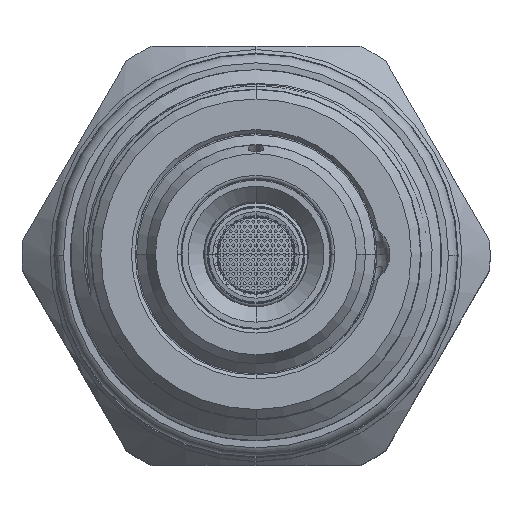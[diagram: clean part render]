
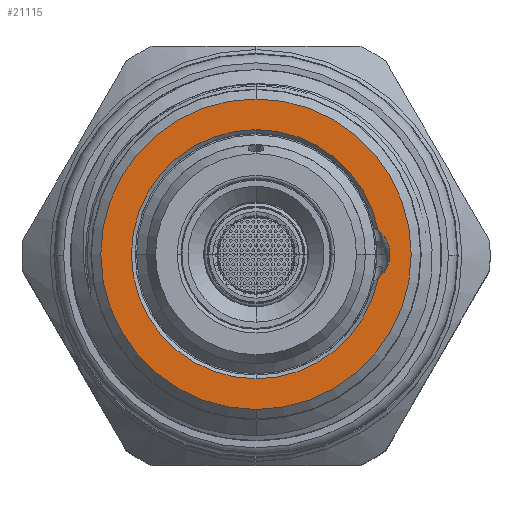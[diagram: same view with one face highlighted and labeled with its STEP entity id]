
A CAD part, top view. The second image highlights one B-rep face of the part: STEP entity #21115.
In plain terms, the highlighted planar face has unit normal (0, 0, 1).
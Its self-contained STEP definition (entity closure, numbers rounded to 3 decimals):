
#1182 = PLANE ( 'NONE',  #36234 ) ;
#1527 = CIRCLE ( 'NONE', #23007, 8.225 ) ;
#1783 = CIRCLE ( 'NONE', #8673, 6.6 ) ;
#2294 = CARTESIAN_POINT ( 'NONE',  ( 0., 0., 45.25 ) ) ;
#4267 = CARTESIAN_POINT ( 'NONE',  ( 0., -6.6, 45.25 ) ) ;
#5765 = CARTESIAN_POINT ( 'NONE',  ( 0., 0., 45.25 ) ) ;
#7003 = DIRECTION ( 'NONE',  ( 0., 0., -1. ) ) ;
#7421 = EDGE_LOOP ( 'NONE', ( #36060, #39511 ) ) ;
#8003 = DIRECTION ( 'NONE',  ( 0., -1., 0. ) ) ;
#8066 = VERTEX_POINT ( 'NONE', #4267 ) ;
#8673 = AXIS2_PLACEMENT_3D ( 'NONE', #36277, #12997, #55302 ) ;
#8907 = CIRCLE ( 'NONE', #16985, 6.6 ) ;
#9415 = DIRECTION ( 'NONE',  ( 0., -1., 0. ) ) ;
#9417 = DIRECTION ( 'NONE',  ( 0., 0., -1. ) ) ;
#10408 = DIRECTION ( 'NONE',  ( 0., -1., 0. ) ) ;
#10613 = EDGE_CURVE ( 'NONE', #8066, #45428, #1783, .T. ) ;
#10930 = EDGE_CURVE ( 'NONE', #45428, #41476, #24519, .T. ) ;
#12028 = CARTESIAN_POINT ( 'NONE',  ( 6.477, -1.267, 45.25 ) ) ;
#12997 = DIRECTION ( 'NONE',  ( 0., 0., -1. ) ) ;
#16985 = AXIS2_PLACEMENT_3D ( 'NONE', #2294, #7003, #44066 ) ;
#18988 = ORIENTED_EDGE ( 'NONE', *, *, #50669, .T. ) ;
#21115 = ADVANCED_FACE ( 'NONE', ( #49661, #52599 ), #1182, .F. ) ;
#23007 = AXIS2_PLACEMENT_3D ( 'NONE', #5765, #42611, #52600 ) ;
#23513 = CARTESIAN_POINT ( 'NONE',  ( 5.5, 0., 45.25 ) ) ;
#24519 = CIRCLE ( 'NONE', #31770, 6.6 ) ;
#24700 = CARTESIAN_POINT ( 'NONE',  ( 0., 0., 45.25 ) ) ;
#26069 = VERTEX_POINT ( 'NONE', #60478 ) ;
#31499 = VERTEX_POINT ( 'NONE', #48484 ) ;
#31770 = AXIS2_PLACEMENT_3D ( 'NONE', #50327, #54226, #8003 ) ;
#32040 = CARTESIAN_POINT ( 'NONE',  ( 0., 6.6, 45.25 ) ) ;
#32114 = CARTESIAN_POINT ( 'NONE',  ( 0., 0., 45.25 ) ) ;
#34604 = ORIENTED_EDGE ( 'NONE', *, *, #10613, .T. ) ;
#34740 = CIRCLE ( 'NONE', #44798, 1.6 ) ;
#36060 = ORIENTED_EDGE ( 'NONE', *, *, #60619, .T. ) ;
#36234 = AXIS2_PLACEMENT_3D ( 'NONE', #24700, #38403, #10408 ) ;
#36277 = CARTESIAN_POINT ( 'NONE',  ( 0., 0., 45.25 ) ) ;
#38403 = DIRECTION ( 'NONE',  ( 0., 0., -1. ) ) ;
#38798 = ORIENTED_EDGE ( 'NONE', *, *, #10930, .T. ) ;
#39511 = ORIENTED_EDGE ( 'NONE', *, *, #53180, .T. ) ;
#40455 = EDGE_CURVE ( 'NONE', #59745, #8066, #8907, .T. ) ;
#41476 = VERTEX_POINT ( 'NONE', #55627 ) ;
#41728 = DIRECTION ( 'NONE',  ( 0., 0., 1. ) ) ;
#42611 = DIRECTION ( 'NONE',  ( 0., 0., 1. ) ) ;
#44066 = DIRECTION ( 'NONE',  ( 0., -1., 0. ) ) ;
#44798 = AXIS2_PLACEMENT_3D ( 'NONE', #23513, #9417, #46039 ) ;
#45428 = VERTEX_POINT ( 'NONE', #32040 ) ;
#46039 = DIRECTION ( 'NONE',  ( -1., 0., 0. ) ) ;
#47692 = ORIENTED_EDGE ( 'NONE', *, *, #40455, .T. ) ;
#47922 = EDGE_LOOP ( 'NONE', ( #47692, #34604, #38798, #18988 ) ) ;
#48484 = CARTESIAN_POINT ( 'NONE',  ( 0., 8.225, 45.25 ) ) ;
#49661 = FACE_BOUND ( 'NONE', #47922, .T. ) ;
#50327 = CARTESIAN_POINT ( 'NONE',  ( 0., 0., 45.25 ) ) ;
#50669 = EDGE_CURVE ( 'NONE', #41476, #59745, #34740, .T. ) ;
#52599 = FACE_OUTER_BOUND ( 'NONE', #7421, .T. ) ;
#52600 = DIRECTION ( 'NONE',  ( 0., -1., 0. ) ) ;
#53180 = EDGE_CURVE ( 'NONE', #31499, #26069, #55096, .T. ) ;
#54226 = DIRECTION ( 'NONE',  ( 0., 0., -1. ) ) ;
#55096 = CIRCLE ( 'NONE', #59272, 8.225 ) ;
#55302 = DIRECTION ( 'NONE',  ( 0., -1., 0. ) ) ;
#55627 = CARTESIAN_POINT ( 'NONE',  ( 6.477, 1.267, 45.25 ) ) ;
#59272 = AXIS2_PLACEMENT_3D ( 'NONE', #32114, #41728, #9415 ) ;
#59745 = VERTEX_POINT ( 'NONE', #12028 ) ;
#60478 = CARTESIAN_POINT ( 'NONE',  ( 0., -8.225, 45.25 ) ) ;
#60619 = EDGE_CURVE ( 'NONE', #26069, #31499, #1527, .T. ) ;
